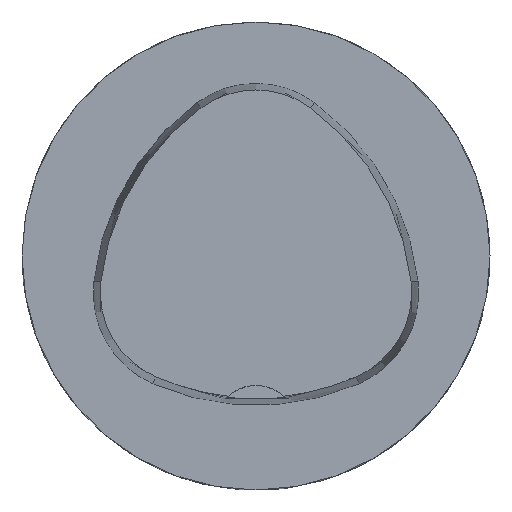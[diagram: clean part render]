
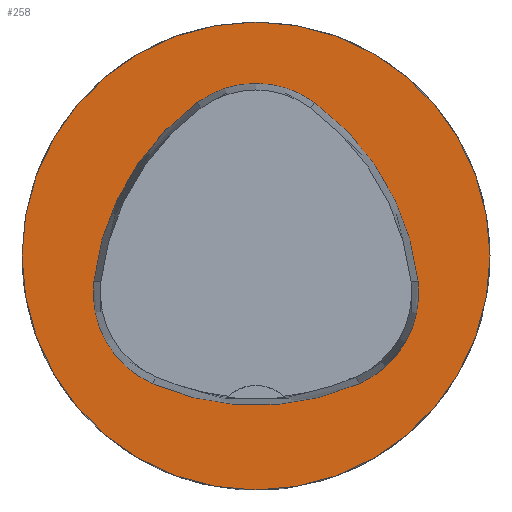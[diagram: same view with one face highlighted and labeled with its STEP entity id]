
A CAD part, top view. The second image highlights one B-rep face of the part: STEP entity #258.
In plain terms, the highlighted planar face has unit normal (0, 0, 1).
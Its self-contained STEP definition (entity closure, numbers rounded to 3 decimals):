
#104=FACE_BOUND('',#480,.T.);
#105=FACE_BOUND('',#481,.T.);
#148=CIRCLE('',#1651,40.);
#149=CIRCLE('',#1657,44.);
#151=CIRCLE('',#1660,17.);
#153=CIRCLE('',#1663,44.);
#155=CIRCLE('',#1666,17.);
#159=CIRCLE('',#1671,44.);
#161=CIRCLE('',#1674,17.);
#258=ADVANCED_FACE('',(#104,#105),#330,.T.);
#330=PLANE('',#1679);
#480=EDGE_LOOP('',(#693,#694,#695,#696,#697,#698));
#481=EDGE_LOOP('',(#699));
#693=ORIENTED_EDGE('',*,*,#1195,.T.);
#694=ORIENTED_EDGE('',*,*,#1175,.T.);
#695=ORIENTED_EDGE('',*,*,#1179,.T.);
#696=ORIENTED_EDGE('',*,*,#1182,.T.);
#697=ORIENTED_EDGE('',*,*,#1185,.T.);
#698=ORIENTED_EDGE('',*,*,#1193,.T.);
#699=ORIENTED_EDGE('',*,*,#1166,.F.);
#1014=VERTEX_POINT('',#2405);
#1023=VERTEX_POINT('',#2424);
#1024=VERTEX_POINT('',#2425);
#1027=VERTEX_POINT('',#2433);
#1029=VERTEX_POINT('',#2439);
#1031=VERTEX_POINT('',#2445);
#1038=VERTEX_POINT('',#2466);
#1166=EDGE_CURVE('',#1014,#1014,#148,.T.);
#1175=EDGE_CURVE('',#1023,#1024,#149,.T.);
#1179=EDGE_CURVE('',#1024,#1027,#151,.T.);
#1182=EDGE_CURVE('',#1027,#1029,#153,.T.);
#1185=EDGE_CURVE('',#1029,#1031,#155,.T.);
#1193=EDGE_CURVE('',#1031,#1038,#159,.T.);
#1195=EDGE_CURVE('',#1038,#1023,#161,.T.);
#1651=AXIS2_PLACEMENT_3D('',#2404,#1885,#1886);
#1657=AXIS2_PLACEMENT_3D('',#2423,#1901,#1902);
#1660=AXIS2_PLACEMENT_3D('',#2432,#1909,#1910);
#1663=AXIS2_PLACEMENT_3D('',#2438,#1916,#1917);
#1666=AXIS2_PLACEMENT_3D('',#2444,#1923,#1924);
#1671=AXIS2_PLACEMENT_3D('',#2467,#1935,#1936);
#1674=AXIS2_PLACEMENT_3D('',#2470,#1941,#1942);
#1679=AXIS2_PLACEMENT_3D('',#2475,#1951,#1952);
#1885=DIRECTION('',(0.,0.,-1.));
#1886=DIRECTION('',(-1.,0.,0.));
#1901=DIRECTION('',(0.,0.,-1.));
#1902=DIRECTION('',(-1.,0.,0.));
#1909=DIRECTION('',(0.,0.,-1.));
#1910=DIRECTION('',(-1.,0.,0.));
#1916=DIRECTION('',(0.,0.,-1.));
#1917=DIRECTION('',(-1.,0.,0.));
#1923=DIRECTION('',(0.,0.,-1.));
#1924=DIRECTION('',(-1.,0.,0.));
#1935=DIRECTION('',(0.,0.,-1.));
#1936=DIRECTION('',(-1.,0.,0.));
#1941=DIRECTION('',(0.,0.,-1.));
#1942=DIRECTION('',(-1.,0.,0.));
#1951=DIRECTION('',(0.,0.,1.));
#1952=DIRECTION('',(-1.,0.,0.));
#2404=CARTESIAN_POINT('',(0.,0.,0.));
#2405=CARTESIAN_POINT('',(-40.,0.,0.));
#2423=CARTESIAN_POINT('',(16.01,-9.224,0.));
#2424=CARTESIAN_POINT('',(-27.722,-4.378,0.));
#2425=CARTESIAN_POINT('',(-10.119,26.178,0.));
#2432=CARTESIAN_POINT('',(-0.023,12.5,0.));
#2433=CARTESIAN_POINT('',(10.049,26.194,0.));
#2438=CARTESIAN_POINT('',(-16.021,-9.25,0.));
#2439=CARTESIAN_POINT('',(27.71,-4.394,0.));
#2444=CARTESIAN_POINT('',(10.814,-6.27,0.));
#2445=CARTESIAN_POINT('',(17.611,-21.852,0.));
#2466=CARTESIAN_POINT('',(-17.652,-21.819,0.));
#2467=CARTESIAN_POINT('',(0.017,18.477,0.));
#2470=CARTESIAN_POINT('',(-10.825,-6.25,0.));
#2475=CARTESIAN_POINT('',(0.,0.,0.));
